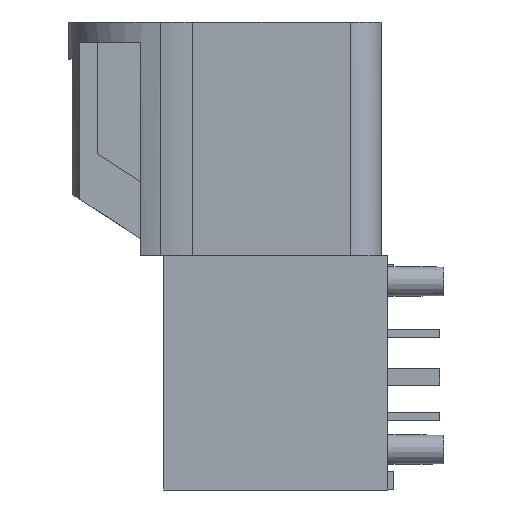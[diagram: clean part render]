
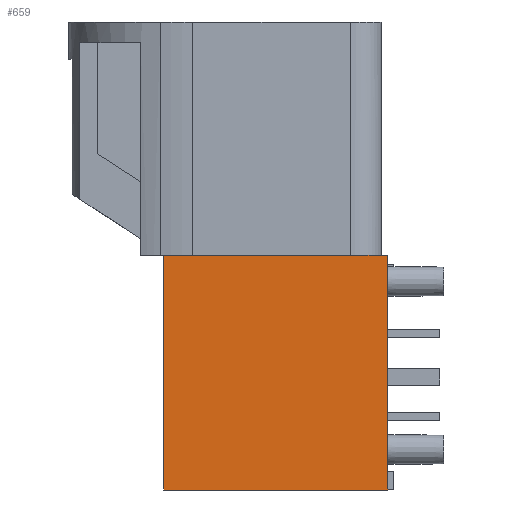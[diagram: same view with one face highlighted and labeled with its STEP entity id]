
A CAD part, left-side view. The second image highlights one B-rep face of the part: STEP entity #659.
In plain terms, the highlighted planar face has unit normal (-1, 0.012, 0).
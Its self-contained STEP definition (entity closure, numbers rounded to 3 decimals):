
#195=FACE_OUTER_BOUND('',#1555,.T.);
#659=ADVANCED_FACE('',(#195),#1076,.T.);
#1076=PLANE('',#7999);
#1555=EDGE_LOOP('',(#4029,#4030,#4031,#4032,#4033));
#2166=LINE('',#11135,#3002);
#2167=LINE('',#11138,#3003);
#2168=LINE('',#11140,#3004);
#2169=LINE('',#11142,#3005);
#2170=LINE('',#11143,#3006);
#3002=VECTOR('',#8897,1.);
#3003=VECTOR('',#8898,1.);
#3004=VECTOR('',#8899,1.);
#3005=VECTOR('',#8900,1.);
#3006=VECTOR('',#8901,1.);
#4029=ORIENTED_EDGE('',*,*,#6856,.T.);
#4030=ORIENTED_EDGE('',*,*,#6857,.T.);
#4031=ORIENTED_EDGE('',*,*,#6858,.F.);
#4032=ORIENTED_EDGE('',*,*,#6859,.T.);
#4033=ORIENTED_EDGE('',*,*,#6860,.T.);
#6004=VERTEX_POINT('',#10939);
#6070=VERTEX_POINT('',#11136);
#6071=VERTEX_POINT('',#11137);
#6072=VERTEX_POINT('',#11139);
#6073=VERTEX_POINT('',#11141);
#6856=EDGE_CURVE('',#6070,#6071,#2166,.T.);
#6857=EDGE_CURVE('',#6071,#6072,#2167,.T.);
#6858=EDGE_CURVE('',#6073,#6072,#2168,.T.);
#6859=EDGE_CURVE('',#6073,#6004,#2169,.T.);
#6860=EDGE_CURVE('',#6004,#6070,#2170,.T.);
#7999=AXIS2_PLACEMENT_3D('',#11144,#8902,#8903);
#8897=DIRECTION('',(0.,0.,-1.));
#8898=DIRECTION('',(-0.012,-1.,0.));
#8899=DIRECTION('',(0.,0.,-1.));
#8900=DIRECTION('',(0.012,1.,0.));
#8901=DIRECTION('',(0.012,1.,0.));
#8902=DIRECTION('',(-1.,0.012,0.));
#8903=DIRECTION('',(0.,0.,1.));
#10939=CARTESIAN_POINT('',(-5.738,-5.396,-11.25));
#11135=CARTESIAN_POINT('',(-5.618,4.45,-16.6));
#11136=CARTESIAN_POINT('',(-5.618,4.45,-11.25));
#11137=CARTESIAN_POINT('',(-5.618,4.45,-22.55));
#11138=CARTESIAN_POINT('',(-5.752,-6.48,-22.55));
#11139=CARTESIAN_POINT('',(-5.75,-6.35,-22.55));
#11140=CARTESIAN_POINT('',(-5.75,-6.35,-11.75));
#11141=CARTESIAN_POINT('',(-5.75,-6.35,-11.25));
#11142=CARTESIAN_POINT('',(-5.75,-6.35,-11.25));
#11143=CARTESIAN_POINT('',(-5.75,-6.35,-11.25));
#11144=CARTESIAN_POINT('',(-5.75,-6.35,-16.6));
